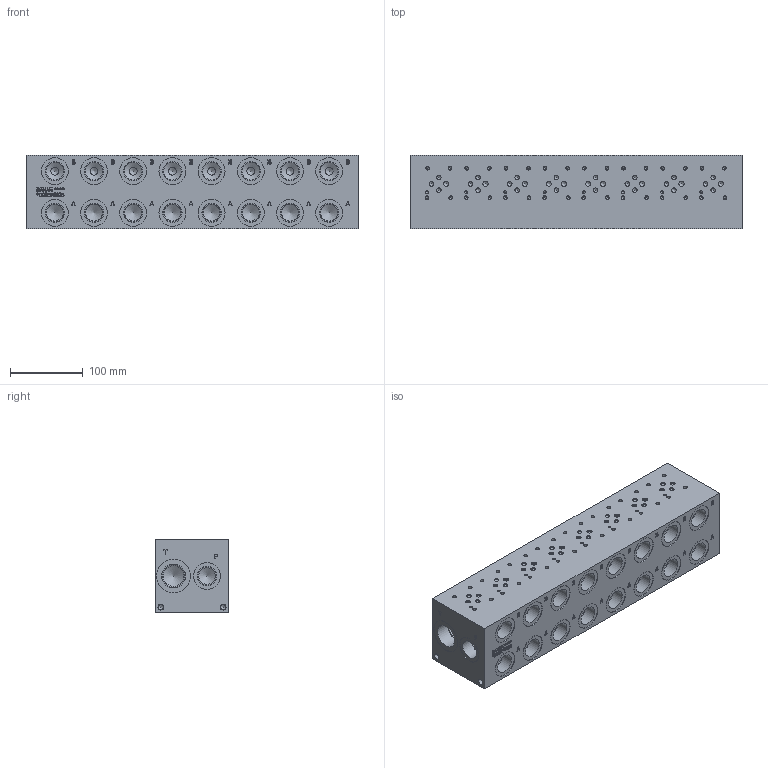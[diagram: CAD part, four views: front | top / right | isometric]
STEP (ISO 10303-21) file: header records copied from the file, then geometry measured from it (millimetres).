
FILE_DESCRIPTION(/* description */ (''),/* implementation_level */ '2;1');
FILE_NAME(/* name */ '_D03HP082B.stp',/* time_stamp */ '2021-07-26T15:36:55-04:00',/* author */ ('anthonyv'),/* organization */ (''),/* preprocessor_version */ 'ST-DEVELOPER v18.1',/* originating_system */ 'Autodesk Inventor 2021',/* authorisation */ '');
FILE_SCHEMA (('AUTOMOTIVE_DESIGN { 1 0 10303 214 3 1 1 }'));
Length unit declared in the file: millimetre
Products named in the file (1): _D03HP082B
Bounding box: 457.2 x 101.6 x 101.6 mm (x, y, z)
Volume: 4353789.7 mm3; surface area: 270253.6 mm2
Topology: 1 solids, 1 shells, 1098 faces, 3028 edges, 2084 vertices
Faces by surface type: plane 551, bspline 239, cylinder 192, cone 116
Full cylindrical faces by diameter (mm): 3.962 x8, 4.216 x32, 5.004 x32, 6.35 x24, 6.756 x4, 7.137 x8, 8.001 x4, 10.719 x8, 23.012 x10, 24.409 x18, 26.543 x18, 28.575 x2, 30.632 x2, 32.995 x1, 33 x1, 37.109 x18, 46.558 x2
Entity records: 36845 total; most frequent: CARTESIAN_POINT 9222, ORIENTED_EDGE 5864, DIRECTION 4890, EDGE_CURVE 2932, VERTEX_POINT 2084, LINE 1738, VECTOR 1738, AXIS2_PLACEMENT_3D 1576
